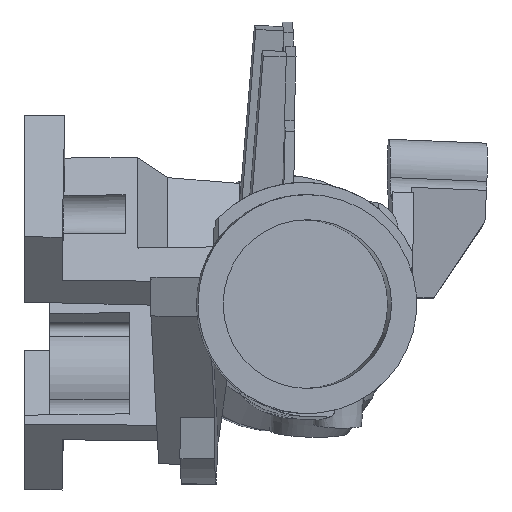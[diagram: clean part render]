
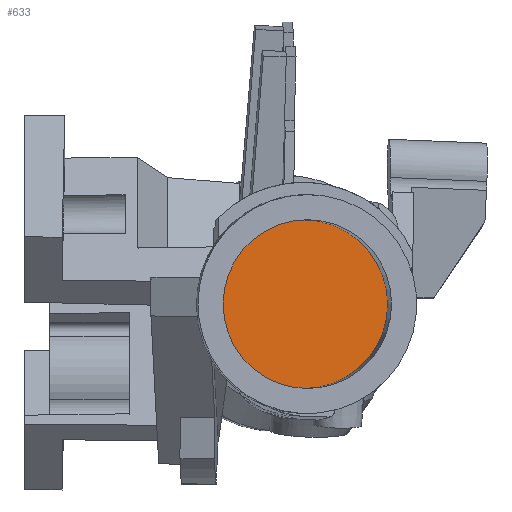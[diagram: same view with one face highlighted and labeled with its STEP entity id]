
A CAD part, top view. The second image highlights one B-rep face of the part: STEP entity #633.
In plain terms, the highlighted planar face has unit normal (0.052, 0, 0.999).
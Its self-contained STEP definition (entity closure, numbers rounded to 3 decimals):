
#222=CIRCLE('',#3826,13.427);
#633=ADVANCED_FACE('',(#929),#756,.T.);
#756=PLANE('',#3828);
#929=FACE_OUTER_BOUND('',#1124,.T.);
#1124=EDGE_LOOP('',(#2170));
#2170=ORIENTED_EDGE('',*,*,#3041,.F.);
#2518=VERTEX_POINT('',#9385);
#3041=EDGE_CURVE('',#2518,#2518,#222,.T.);
#3826=AXIS2_PLACEMENT_3D('',#9384,#4620,#4621);
#3828=AXIS2_PLACEMENT_3D('',#9387,#4624,#4625);
#4620=DIRECTION('',(-0.052,0.,-0.999));
#4621=DIRECTION('',(-0.999,0.,0.052));
#4624=DIRECTION('',(0.052,0.,0.999));
#4625=DIRECTION('',(0.999,0.,-0.052));
#9384=CARTESIAN_POINT('',(-1.419,-0.243,37.99));
#9385=CARTESIAN_POINT('',(-14.828,-0.243,38.693));
#9387=CARTESIAN_POINT('',(-1.419,-0.243,37.99));
